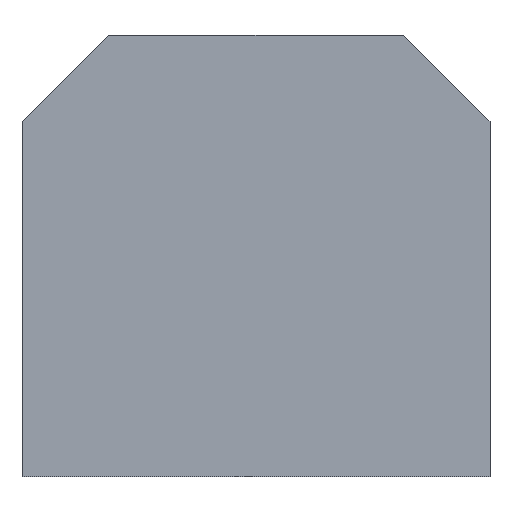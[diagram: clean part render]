
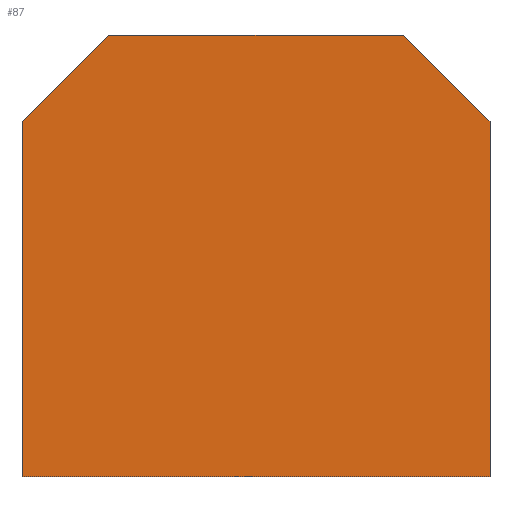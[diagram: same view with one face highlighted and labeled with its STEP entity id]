
A CAD part, front view. The second image highlights one B-rep face of the part: STEP entity #87.
In plain terms, the highlighted planar face has unit normal (0, -1, 0).
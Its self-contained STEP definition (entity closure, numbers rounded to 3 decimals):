
#18 = DIRECTION ( 'NONE',  ( 0., 1., 0. ) ) ;
#19 = AXIS2_PLACEMENT_3D ( 'NONE', #100, #18, #54 ) ;
#20 = VERTEX_POINT ( 'NONE', #156 ) ;
#21 = ORIENTED_EDGE ( 'NONE', *, *, #166, .F. ) ;
#29 = CARTESIAN_POINT ( 'NONE',  ( 2.7, 0., -2.55 ) ) ;
#30 = VECTOR ( 'NONE', #46, 1000. ) ;
#44 = LINE ( 'NONE', #191, #30 ) ;
#46 = DIRECTION ( 'NONE',  ( 0.707, 0., 0.707 ) ) ;
#48 = ORIENTED_EDGE ( 'NONE', *, *, #113, .F. ) ;
#53 = EDGE_CURVE ( 'NONE', #209, #94, #99, .T. ) ;
#54 = DIRECTION ( 'NONE',  ( 0., 0., 1. ) ) ;
#56 = LINE ( 'NONE', #240, #176 ) ;
#58 = PLANE ( 'NONE',  #19 ) ;
#64 = EDGE_CURVE ( 'NONE', #203, #198, #255, .T. ) ;
#69 = ORIENTED_EDGE ( 'NONE', *, *, #64, .F. ) ;
#74 = EDGE_CURVE ( 'NONE', #198, #209, #56, .T. ) ;
#75 = CARTESIAN_POINT ( 'NONE',  ( 2.7, 0., -2.55 ) ) ;
#87 = ADVANCED_FACE ( 'NONE', ( #161 ), #58, .F. ) ;
#94 = VERTEX_POINT ( 'NONE', #137 ) ;
#96 = EDGE_CURVE ( 'NONE', #20, #203, #173, .T. ) ;
#99 = LINE ( 'NONE', #260, #133 ) ;
#100 = CARTESIAN_POINT ( 'NONE',  ( 0., 0., 0. ) ) ;
#101 = LINE ( 'NONE', #174, #124 ) ;
#103 = CARTESIAN_POINT ( 'NONE',  ( 1.7, 0., 2.55 ) ) ;
#106 = CARTESIAN_POINT ( 'NONE',  ( -1.7, 0., 2.55 ) ) ;
#113 = EDGE_CURVE ( 'NONE', #151, #20, #101, .T. ) ;
#120 = ORIENTED_EDGE ( 'NONE', *, *, #53, .F. ) ;
#123 = DIRECTION ( 'NONE',  ( 0., 0., -1. ) ) ;
#124 = VECTOR ( 'NONE', #178, 1000. ) ;
#133 = VECTOR ( 'NONE', #221, 1000. ) ;
#137 = CARTESIAN_POINT ( 'NONE',  ( -2.7, 0., 1.55 ) ) ;
#151 = VERTEX_POINT ( 'NONE', #106 ) ;
#155 = VECTOR ( 'NONE', #123, 1000. ) ;
#156 = CARTESIAN_POINT ( 'NONE',  ( 1.7, 0., 2.55 ) ) ;
#161 = FACE_OUTER_BOUND ( 'NONE', #188, .T. ) ;
#166 = EDGE_CURVE ( 'NONE', #94, #151, #44, .T. ) ;
#170 = CARTESIAN_POINT ( 'NONE',  ( 2.7, 0., 1.55 ) ) ;
#173 = LINE ( 'NONE', #103, #212 ) ;
#174 = CARTESIAN_POINT ( 'NONE',  ( -1.7, 0., 2.55 ) ) ;
#176 = VECTOR ( 'NONE', #199, 1000. ) ;
#178 = DIRECTION ( 'NONE',  ( 1., 0., 0. ) ) ;
#188 = EDGE_LOOP ( 'NONE', ( #120, #249, #69, #230, #48, #21 ) ) ;
#191 = CARTESIAN_POINT ( 'NONE',  ( -2.7, 0., 1.55 ) ) ;
#198 = VERTEX_POINT ( 'NONE', #29 ) ;
#199 = DIRECTION ( 'NONE',  ( -1., 0., 0. ) ) ;
#203 = VERTEX_POINT ( 'NONE', #170 ) ;
#209 = VERTEX_POINT ( 'NONE', #256 ) ;
#212 = VECTOR ( 'NONE', #259, 1000. ) ;
#221 = DIRECTION ( 'NONE',  ( 0., 0., 1. ) ) ;
#230 = ORIENTED_EDGE ( 'NONE', *, *, #96, .F. ) ;
#240 = CARTESIAN_POINT ( 'NONE',  ( -2.7, 0., -2.55 ) ) ;
#249 = ORIENTED_EDGE ( 'NONE', *, *, #74, .F. ) ;
#255 = LINE ( 'NONE', #75, #155 ) ;
#256 = CARTESIAN_POINT ( 'NONE',  ( -2.7, 0., -2.55 ) ) ;
#259 = DIRECTION ( 'NONE',  ( 0.707, 0., -0.707 ) ) ;
#260 = CARTESIAN_POINT ( 'NONE',  ( -2.7, 0., -2.55 ) ) ;
